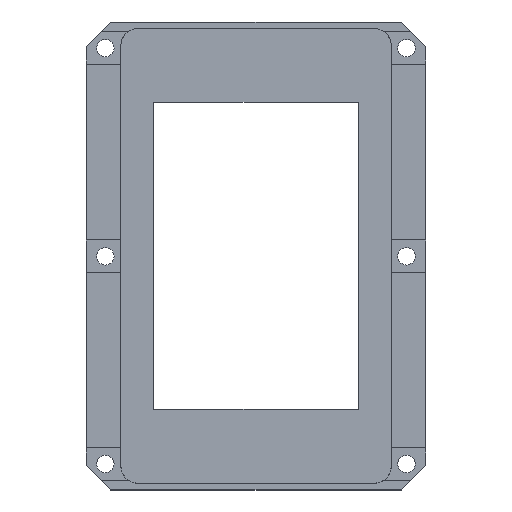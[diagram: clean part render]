
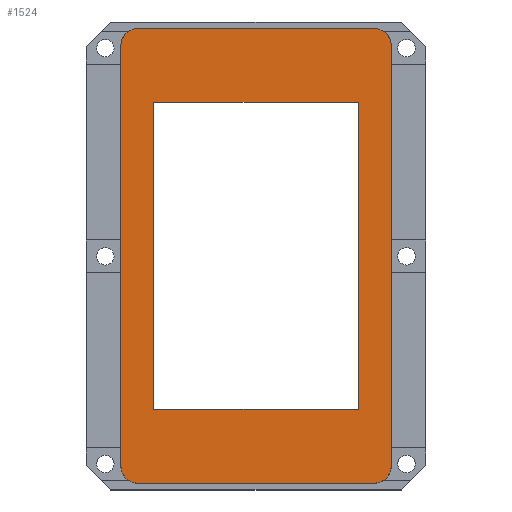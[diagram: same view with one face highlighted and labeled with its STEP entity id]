
A CAD part, top view. The second image highlights one B-rep face of the part: STEP entity #1524.
In plain terms, the highlighted planar face has unit normal (0, 0, 1).
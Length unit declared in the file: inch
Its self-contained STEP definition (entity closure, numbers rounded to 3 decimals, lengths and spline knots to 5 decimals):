
#42=FACE_BOUND('',#223,.T.);
#61=CIRCLE('',#1574,0.17);
#76=CIRCLE('',#1605,0.17);
#82=CIRCLE('',#1635,0.17);
#83=CIRCLE('',#1637,0.17);
#146=FACE_OUTER_BOUND('',#222,.T.);
#222=EDGE_LOOP('',(#1347,#1348,#1349,#1350,#1351,#1352,#1353,#1354));
#223=EDGE_LOOP('',(#1355,#1356,#1357,#1358));
#308=LINE('',#2210,#490);
#314=LINE('',#2222,#496);
#402=LINE('',#2434,#584);
#405=LINE('',#2439,#587);
#406=LINE('',#2442,#588);
#408=LINE('',#2445,#590);
#410=LINE('',#2449,#592);
#412=LINE('',#2457,#594);
#490=VECTOR('',#1767,0.3937);
#496=VECTOR('',#1777,0.3937);
#584=VECTOR('',#1981,0.3937);
#587=VECTOR('',#1986,0.3937);
#588=VECTOR('',#1989,0.3937);
#590=VECTOR('',#1993,0.3937);
#592=VECTOR('',#1997,0.3937);
#594=VECTOR('',#2009,0.3937);
#670=VERTEX_POINT('',#2207);
#671=VERTEX_POINT('',#2209);
#674=VERTEX_POINT('',#2219);
#675=VERTEX_POINT('',#2221);
#684=VERTEX_POINT('',#2241);
#723=VERTEX_POINT('',#2358);
#740=VERTEX_POINT('',#2431);
#741=VERTEX_POINT('',#2433);
#742=VERTEX_POINT('',#2437);
#743=VERTEX_POINT('',#2441);
#744=VERTEX_POINT('',#2447);
#745=VERTEX_POINT('',#2453);
#830=EDGE_CURVE('',#671,#670,#308,.T.);
#836=EDGE_CURVE('',#675,#674,#314,.T.);
#847=EDGE_CURVE('',#674,#684,#61,.T.);
#909=EDGE_CURVE('',#670,#723,#76,.T.);
#946=EDGE_CURVE('',#741,#740,#402,.T.);
#949=EDGE_CURVE('',#740,#742,#405,.T.);
#950=EDGE_CURVE('',#743,#741,#406,.T.);
#952=EDGE_CURVE('',#742,#743,#408,.T.);
#954=EDGE_CURVE('',#723,#744,#410,.T.);
#955=EDGE_CURVE('',#744,#675,#82,.T.);
#956=EDGE_CURVE('',#745,#671,#83,.T.);
#958=EDGE_CURVE('',#684,#745,#412,.T.);
#1347=ORIENTED_EDGE('',*,*,#955,.T.);
#1348=ORIENTED_EDGE('',*,*,#836,.T.);
#1349=ORIENTED_EDGE('',*,*,#847,.T.);
#1350=ORIENTED_EDGE('',*,*,#958,.T.);
#1351=ORIENTED_EDGE('',*,*,#956,.T.);
#1352=ORIENTED_EDGE('',*,*,#830,.T.);
#1353=ORIENTED_EDGE('',*,*,#909,.T.);
#1354=ORIENTED_EDGE('',*,*,#954,.T.);
#1355=ORIENTED_EDGE('',*,*,#949,.T.);
#1356=ORIENTED_EDGE('',*,*,#952,.T.);
#1357=ORIENTED_EDGE('',*,*,#950,.T.);
#1358=ORIENTED_EDGE('',*,*,#946,.T.);
#1463=PLANE('',#1639);
#1524=ADVANCED_FACE('',(#146,#42),#1463,.T.);
#1574=AXIS2_PLACEMENT_3D('',#2243,#1791,#1792);
#1605=AXIS2_PLACEMENT_3D('',#2360,#1900,#1901);
#1635=AXIS2_PLACEMENT_3D('',#2451,#2000,#2001);
#1637=AXIS2_PLACEMENT_3D('',#2454,#2004,#2005);
#1639=AXIS2_PLACEMENT_3D('',#2458,#2010,#2011);
#1767=DIRECTION('',(0.,1.,0.));
#1777=DIRECTION('',(0.,-1.,0.));
#1791=DIRECTION('center_axis',(0.,0.,1.));
#1792=DIRECTION('ref_axis',(-1.,0.,0.));
#1900=DIRECTION('center_axis',(0.,0.,1.));
#1901=DIRECTION('ref_axis',(1.,0.,0.));
#1981=DIRECTION('',(0.,-1.,0.));
#1986=DIRECTION('',(-1.,0.,0.));
#1989=DIRECTION('',(1.,0.,0.));
#1993=DIRECTION('',(0.,1.,0.));
#1997=DIRECTION('',(-1.,0.,0.));
#2000=DIRECTION('center_axis',(0.,0.,1.));
#2001=DIRECTION('ref_axis',(0.,1.,0.));
#2004=DIRECTION('center_axis',(0.,0.,1.));
#2005=DIRECTION('ref_axis',(0.,-1.,0.));
#2009=DIRECTION('',(1.,0.,0.));
#2010=DIRECTION('center_axis',(0.,0.,1.));
#2011=DIRECTION('ref_axis',(1.,0.,0.));
#2207=CARTESIAN_POINT('',(2.978,4.335,0.673));
#2209=CARTESIAN_POINT('',(2.978,0.235,0.673));
#2210=CARTESIAN_POINT('',(2.978,4.335,0.673));
#2219=CARTESIAN_POINT('',(0.338,0.235,0.673));
#2221=CARTESIAN_POINT('',(0.338,4.335,0.673));
#2222=CARTESIAN_POINT('',(0.338,0.235,0.673));
#2241=CARTESIAN_POINT('',(0.508,0.065,0.673));
#2243=CARTESIAN_POINT('Origin',(0.508,0.235,0.673));
#2358=CARTESIAN_POINT('',(2.808,4.505,0.673));
#2360=CARTESIAN_POINT('Origin',(2.808,4.335,0.673));
#2431=CARTESIAN_POINT('',(2.658,0.785,0.673));
#2433=CARTESIAN_POINT('',(2.658,3.785,0.673));
#2434=CARTESIAN_POINT('',(2.658,3.785,0.673));
#2437=CARTESIAN_POINT('',(0.658,0.785,0.673));
#2439=CARTESIAN_POINT('',(2.658,0.785,0.673));
#2441=CARTESIAN_POINT('',(0.658,3.785,0.673));
#2442=CARTESIAN_POINT('',(0.658,3.785,0.673));
#2445=CARTESIAN_POINT('',(0.658,0.785,0.673));
#2447=CARTESIAN_POINT('',(0.508,4.505,0.673));
#2449=CARTESIAN_POINT('',(0.508,4.505,0.673));
#2451=CARTESIAN_POINT('Origin',(0.508,4.335,0.673));
#2453=CARTESIAN_POINT('',(2.808,0.065,0.673));
#2454=CARTESIAN_POINT('Origin',(2.808,0.235,0.673));
#2457=CARTESIAN_POINT('',(2.808,0.065,0.673));
#2458=CARTESIAN_POINT('Origin',(1.658,2.285,0.673));
